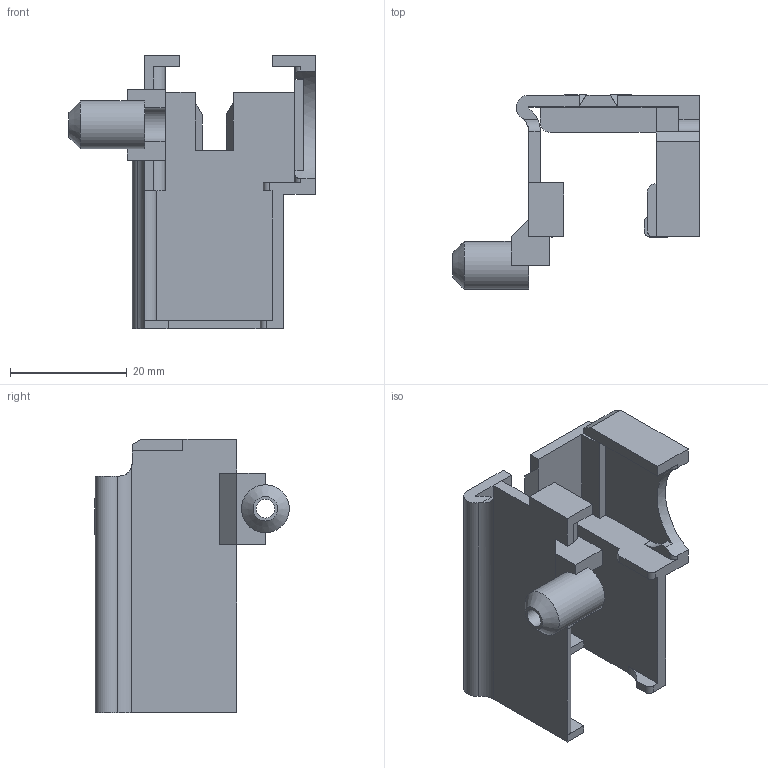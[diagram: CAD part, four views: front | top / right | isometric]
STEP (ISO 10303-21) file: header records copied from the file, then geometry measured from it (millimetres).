
FILE_DESCRIPTION(/* description */ (''),/* implementation_level */ '2;1');
FILE_NAME(/* name */ 'bracket_rs30x v25.step',/* time_stamp */ '2021-12-26T11:28:19+09:00',/* author */ (''),/* organization */ (''),/* preprocessor_version */ 'ST-DEVELOPER v18.1',/* originating_system */ 'Autodesk Translation Framework v10.10.0.1391',/* authorisation */ '');
FILE_SCHEMA (('AUTOMOTIVE_DESIGN { 1 0 10303 214 3 1 1 }'));
Length unit declared in the file: millimetre
Products named in the file (1): bracket_rs30x
Bounding box: 42.2 x 33.3 x 46.8 mm (x, y, z)
Volume: 7970.9 mm3; surface area: 8109.3 mm2
Topology: 1 solids, 1 shells, 94 faces, 268 edges, 176 vertices
Faces by surface type: plane 69, cylinder 24, cone 1
Full cylindrical faces by diameter (mm): 3.2 x1, 8.2 x1
Entity records: 3097 total; most frequent: CARTESIAN_POINT 579, ORIENTED_EDGE 536, DIRECTION 505, EDGE_CURVE 268, LINE 213, VECTOR 213, VERTEX_POINT 176, AXIS2_PLACEMENT_3D 146
